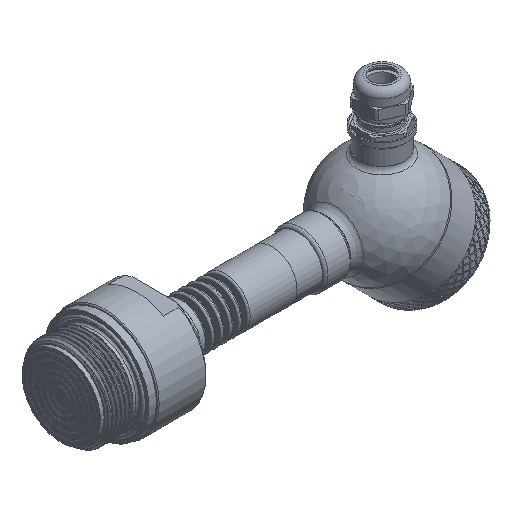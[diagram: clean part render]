
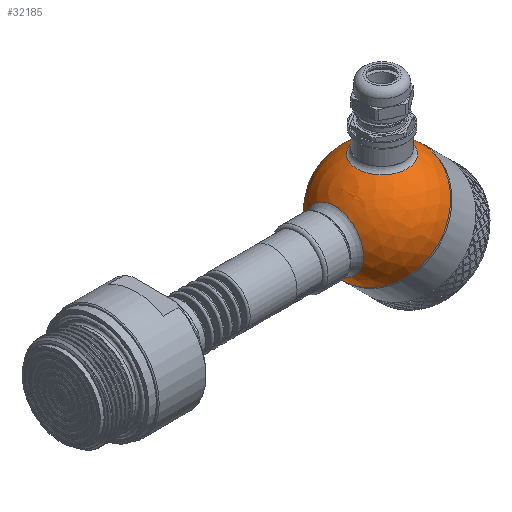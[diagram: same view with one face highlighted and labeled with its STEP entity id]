
A CAD part, isometric view. The second image highlights one B-rep face of the part: STEP entity #32185.
In plain terms, the highlighted spherical face has radius 30 mm.
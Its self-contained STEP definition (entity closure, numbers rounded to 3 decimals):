
#16=SPHERICAL_SURFACE('',#33796,30.);
#730=FACE_BOUND('',#11035,.T.);
#731=FACE_BOUND('',#11036,.T.);
#8846=FACE_OUTER_BOUND('',#11034,.T.);
#11034=EDGE_LOOP('',(#28979,#28980,#28981,#28982));
#11035=EDGE_LOOP('',(#28983));
#11036=EDGE_LOOP('',(#28984));
#11808=CIRCLE('',#33793,15.643);
#11811=CIRCLE('',#33797,30.);
#11812=CIRCLE('',#33798,30.);
#11813=CIRCLE('',#33799,30.);
#11814=CIRCLE('',#33800,13.5);
#14946=VERTEX_POINT('',#75299);
#14948=VERTEX_POINT('',#75305);
#14949=VERTEX_POINT('',#75306);
#14950=VERTEX_POINT('',#75308);
#14951=VERTEX_POINT('',#75311);
#19683=EDGE_CURVE('',#14946,#14946,#11808,.T.);
#19686=EDGE_CURVE('',#14948,#14949,#11811,.T.);
#19687=EDGE_CURVE('',#14948,#14950,#11812,.T.);
#19688=EDGE_CURVE('',#14949,#14948,#11813,.T.);
#19689=EDGE_CURVE('',#14951,#14951,#11814,.T.);
#28979=ORIENTED_EDGE('',*,*,#19686,.F.);
#28980=ORIENTED_EDGE('',*,*,#19687,.T.);
#28981=ORIENTED_EDGE('',*,*,#19687,.F.);
#28982=ORIENTED_EDGE('',*,*,#19688,.F.);
#28983=ORIENTED_EDGE('',*,*,#19683,.F.);
#28984=ORIENTED_EDGE('',*,*,#19689,.F.);
#32185=ADVANCED_FACE('',(#8846,#730,#731),#16,.T.);
#33793=AXIS2_PLACEMENT_3D('',#75300,#37625,#37626);
#33796=AXIS2_PLACEMENT_3D('',#75304,#37631,#37632);
#33797=AXIS2_PLACEMENT_3D('',#75307,#37633,#37634);
#33798=AXIS2_PLACEMENT_3D('',#75309,#37635,#37636);
#33799=AXIS2_PLACEMENT_3D('',#75310,#37637,#37638);
#33800=AXIS2_PLACEMENT_3D('',#75312,#37639,#37640);
#37625=DIRECTION('center_axis',(-0.707,0.,0.707));
#37626=DIRECTION('ref_axis',(0.707,0.,0.707));
#37631=DIRECTION('center_axis',(1.,0.,0.));
#37632=DIRECTION('ref_axis',(0.,-1.,0.));
#37633=DIRECTION('center_axis',(1.,0.,0.));
#37634=DIRECTION('ref_axis',(0.,1.,0.));
#37635=DIRECTION('center_axis',(0.,0.,1.));
#37636=DIRECTION('ref_axis',(0.,1.,0.));
#37637=DIRECTION('center_axis',(1.,0.,0.));
#37638=DIRECTION('ref_axis',(0.,1.,0.));
#37639=DIRECTION('center_axis',(-0.707,0.,-0.707));
#37640=DIRECTION('ref_axis',(-0.707,0.,0.707));
#75299=CARTESIAN_POINT('',(-29.162,0.,7.04));
#75300=CARTESIAN_POINT('Origin',(-18.101,0.,18.101));
#75304=CARTESIAN_POINT('Origin',(0.,0.,0.));
#75305=CARTESIAN_POINT('',(0.,30.,0.));
#75306=CARTESIAN_POINT('',(0.,-30.,0.));
#75307=CARTESIAN_POINT('Origin',(0.,0.,0.));
#75308=CARTESIAN_POINT('',(-30.,0.,0.));
#75309=CARTESIAN_POINT('Origin',(0.,0.,0.));
#75310=CARTESIAN_POINT('Origin',(0.,0.,0.));
#75311=CARTESIAN_POINT('',(-9.398,0.,-28.49));
#75312=CARTESIAN_POINT('Origin',(-18.944,0.,-18.944));
